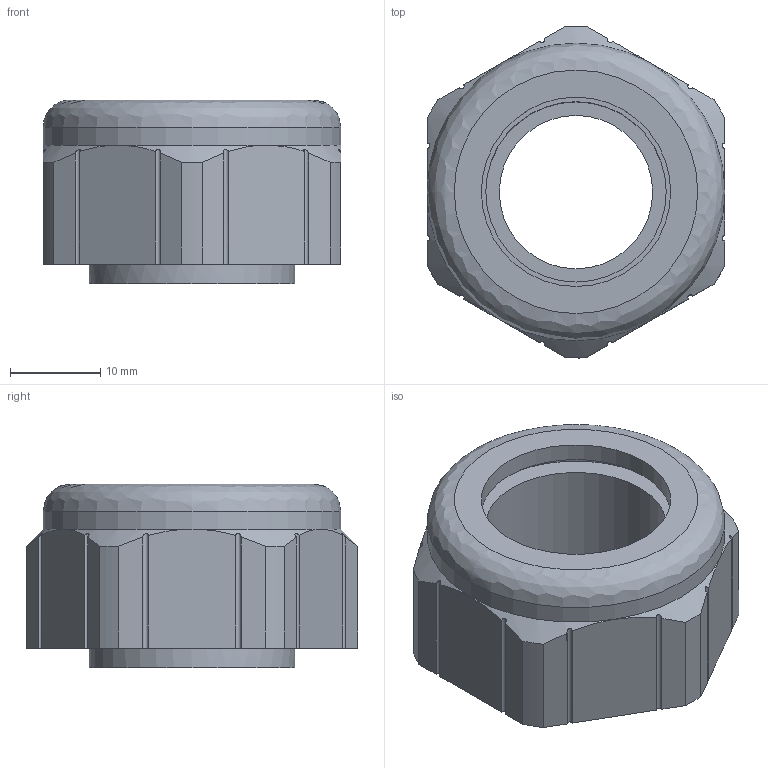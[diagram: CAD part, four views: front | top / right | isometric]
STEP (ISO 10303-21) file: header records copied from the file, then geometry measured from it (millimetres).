
FILE_DESCRIPTION(/* description */ (''),/* implementation_level */ '2;1');
FILE_NAME(/* name */ '100861722ugm000_a.stp',/* time_stamp */ '2019-11-19T07:33:10+01:00',/* author */ (''),/* organization */ (''),/* preprocessor_version */ 'ST-DEVELOPER v16.7',/* originating_system */ 'SIEMENS PLM Software NX 12.0',/* authorisation */ '');
FILE_SCHEMA (('AUTOMOTIVE_DESIGN { 1 0 10303 214 3 1 1 1 }'));
Length unit declared in the file: millimetre
Products named in the file (1): 100861722ugm000_a
Bounding box: 33 x 36.79 x 20.4 mm (x, y, z)
Volume: 9864.3 mm3; surface area: 6001.8 mm2
Topology: 1 solids, 1 shells, 162 faces, 507 edges, 454 vertices
Faces by surface type: plane 116, cylinder 36, cone 7, extrusion 2, bspline 1
Full cylindrical faces by diameter (mm): 0.683 x1, 0.807 x1, 17 x1, 20 x1, 21 x1, 22.8 x1, 24 x1, 24.38 x1, 26.78 x1, 33 x1
Entity records: 6625 total; most frequent: CARTESIAN_POINT 1242, DIRECTION 854, ORIENTED_EDGE 814, EDGE_CURVE 407, VECTOR 366, LINE 364, VERTEX_POINT 280, AXIS2_PLACEMENT_3D 244
